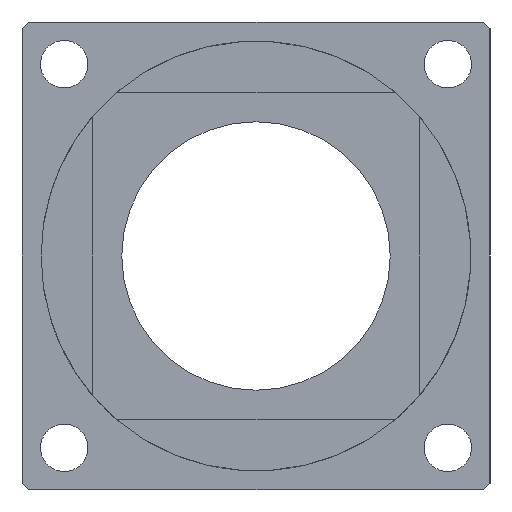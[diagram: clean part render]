
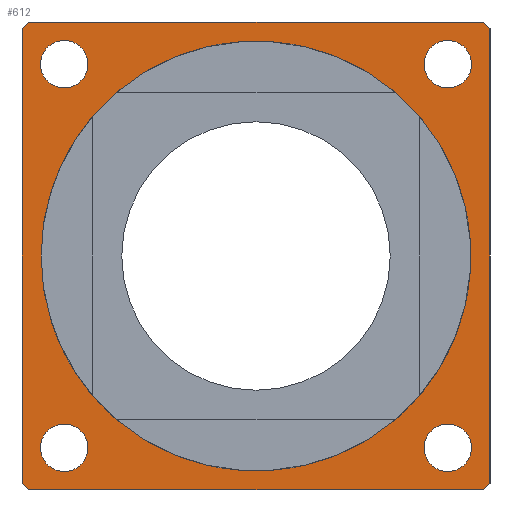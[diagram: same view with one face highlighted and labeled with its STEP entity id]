
A CAD part, left-side view. The second image highlights one B-rep face of the part: STEP entity #612.
In plain terms, the highlighted planar face has unit normal (-1, 0, 0).
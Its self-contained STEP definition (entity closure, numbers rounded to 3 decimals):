
#51=FACE_BOUND($,#170,.T.);
#52=FACE_BOUND($,#171,.T.);
#53=FACE_BOUND($,#172,.T.);
#54=FACE_BOUND($,#173,.T.);
#55=FACE_BOUND($,#174,.T.);
#56=FACE_BOUND($,#175,.T.);
#170=EDGE_LOOP($,(#538));
#171=EDGE_LOOP($,(#539));
#172=EDGE_LOOP($,(#540));
#173=EDGE_LOOP($,(#541));
#174=EDGE_LOOP($,(#542,#543,#544,#545,#546,#547,#548,#549));
#175=EDGE_LOOP($,(#550));
#200=LINE($,#1266,#232);
#204=LINE($,#1275,#236);
#208=LINE($,#1284,#240);
#212=LINE($,#1293,#244);
#232=VECTOR($,#791,59.195);
#236=VECTOR($,#797,59.195);
#240=VECTOR($,#803,59.195);
#244=VECTOR($,#809,59.195);
#255=CIRCLE($,#635,28.);
#257=CIRCLE($,#638,3.1);
#259=CIRCLE($,#641,3.1);
#261=CIRCLE($,#644,3.1);
#263=CIRCLE($,#647,3.1);
#268=CIRCLE($,#664,42.5);
#271=CIRCLE($,#668,42.5);
#273=CIRCLE($,#671,42.5);
#280=CIRCLE($,#685,42.5);
#297=VERTEX_POINT($,#912);
#303=VERTEX_POINT($,#1073);
#305=VERTEX_POINT($,#1078);
#307=VERTEX_POINT($,#1083);
#309=VERTEX_POINT($,#1088);
#318=VERTEX_POINT($,#1262);
#320=VERTEX_POINT($,#1265);
#322=VERTEX_POINT($,#1271);
#324=VERTEX_POINT($,#1274);
#326=VERTEX_POINT($,#1280);
#328=VERTEX_POINT($,#1283);
#330=VERTEX_POINT($,#1289);
#332=VERTEX_POINT($,#1292);
#363=EDGE_CURVE($,#297,#297,#255,.T.);
#369=EDGE_CURVE($,#303,#303,#257,.T.);
#371=EDGE_CURVE($,#305,#305,#259,.T.);
#373=EDGE_CURVE($,#307,#307,#261,.T.);
#375=EDGE_CURVE($,#309,#309,#263,.T.);
#385=EDGE_CURVE($,#320,#318,#200,.T.);
#389=EDGE_CURVE($,#324,#322,#204,.T.);
#393=EDGE_CURVE($,#328,#326,#208,.T.);
#397=EDGE_CURVE($,#332,#330,#212,.T.);
#400=EDGE_CURVE($,#320,#330,#268,.T.);
#403=EDGE_CURVE($,#332,#326,#271,.T.);
#405=EDGE_CURVE($,#328,#322,#273,.T.);
#412=EDGE_CURVE($,#324,#318,#280,.T.);
#538=ORIENTED_EDGE($,*,*,#369,.T.);
#539=ORIENTED_EDGE($,*,*,#371,.T.);
#540=ORIENTED_EDGE($,*,*,#373,.T.);
#541=ORIENTED_EDGE($,*,*,#375,.T.);
#542=ORIENTED_EDGE($,*,*,#385,.T.);
#543=ORIENTED_EDGE($,*,*,#412,.F.);
#544=ORIENTED_EDGE($,*,*,#389,.T.);
#545=ORIENTED_EDGE($,*,*,#405,.F.);
#546=ORIENTED_EDGE($,*,*,#393,.T.);
#547=ORIENTED_EDGE($,*,*,#403,.F.);
#548=ORIENTED_EDGE($,*,*,#397,.T.);
#549=ORIENTED_EDGE($,*,*,#400,.F.);
#550=ORIENTED_EDGE($,*,*,#363,.T.);
#578=PLANE($,#684);
#612=ADVANCED_FACE($,(#51,#52,#53,#54,#55,#56),#578,.T.);
#635=AXIS2_PLACEMENT_3D($,#913,#740,#741);
#638=AXIS2_PLACEMENT_3D($,#1074,#746,#747);
#641=AXIS2_PLACEMENT_3D($,#1079,#752,#753);
#644=AXIS2_PLACEMENT_3D($,#1084,#758,#759);
#647=AXIS2_PLACEMENT_3D($,#1089,#764,#765);
#664=AXIS2_PLACEMENT_3D($,#1298,#814,#815);
#668=AXIS2_PLACEMENT_3D($,#1302,#822,#823);
#671=AXIS2_PLACEMENT_3D($,#1305,#828,#829);
#684=AXIS2_PLACEMENT_3D($,#1323,#854,#855);
#685=AXIS2_PLACEMENT_3D($,#1324,#856,#857);
#740=DIRECTION('center_axis',(1.,0.,0.));
#741=DIRECTION('ref_axis',(0.,1.,0.));
#746=DIRECTION('center_axis',(1.,0.,0.));
#747=DIRECTION('ref_axis',(0.,0.,1.));
#752=DIRECTION('center_axis',(1.,0.,0.));
#753=DIRECTION('ref_axis',(0.,0.,1.));
#758=DIRECTION('center_axis',(1.,0.,0.));
#759=DIRECTION('ref_axis',(0.,0.,1.));
#764=DIRECTION('center_axis',(1.,0.,0.));
#765=DIRECTION('ref_axis',(0.,0.,1.));
#791=DIRECTION($,(0.,0.,-1.));
#797=DIRECTION($,(0.,-1.,0.));
#803=DIRECTION($,(0.,0.,1.));
#809=DIRECTION($,(0.,1.,0.));
#814=DIRECTION('center_axis',(1.,0.,0.));
#815=DIRECTION('ref_axis',(0.,1.,0.));
#822=DIRECTION('center_axis',(1.,0.,0.));
#823=DIRECTION('ref_axis',(0.,1.,0.));
#828=DIRECTION('center_axis',(1.,0.,0.));
#829=DIRECTION('ref_axis',(0.,1.,0.));
#854=DIRECTION('center_axis',(-1.,0.,0.));
#855=DIRECTION('ref_axis',(0.,0.,1.));
#856=DIRECTION('center_axis',(1.,0.,0.));
#857=DIRECTION('ref_axis',(0.,1.,0.));
#912=CARTESIAN_POINT('',(79.5,28.,0.));
#913=CARTESIAN_POINT('Origin',(79.5,0.,0.));
#1073=CARTESIAN_POINT('',(79.5,-25.,28.1));
#1074=CARTESIAN_POINT('Origin',(79.5,-25.,25.));
#1078=CARTESIAN_POINT('',(79.5,25.,-21.9));
#1079=CARTESIAN_POINT('Origin',(79.5,25.,-25.));
#1083=CARTESIAN_POINT('',(79.5,25.,28.1));
#1084=CARTESIAN_POINT('Origin',(79.5,25.,25.));
#1088=CARTESIAN_POINT('',(79.5,-25.,-21.9));
#1089=CARTESIAN_POINT('Origin',(79.5,-25.,-25.));
#1262=CARTESIAN_POINT('',(79.5,30.5,-29.597));
#1265=CARTESIAN_POINT('',(79.5,30.5,29.597));
#1266=CARTESIAN_POINT($,(79.5,30.5,19.81));
#1271=CARTESIAN_POINT('',(79.5,-29.597,-30.5));
#1274=CARTESIAN_POINT('',(79.5,29.597,-30.5));
#1275=CARTESIAN_POINT($,(79.5,36.435,-30.5));
#1280=CARTESIAN_POINT('',(79.5,-30.5,29.597));
#1283=CARTESIAN_POINT('',(79.5,-30.5,-29.597));
#1284=CARTESIAN_POINT($,(79.5,-30.5,-19.81));
#1289=CARTESIAN_POINT('',(79.5,29.597,30.5));
#1292=CARTESIAN_POINT('',(79.5,-29.597,30.5));
#1293=CARTESIAN_POINT($,(79.5,-3.185,30.5));
#1298=CARTESIAN_POINT('Origin',(79.5,0.,0.));
#1302=CARTESIAN_POINT('Origin',(79.5,0.,0.));
#1305=CARTESIAN_POINT('Origin',(79.5,0.,0.));
#1323=CARTESIAN_POINT('Origin',(79.5,33.25,0.));
#1324=CARTESIAN_POINT('Origin',(79.5,0.,0.));
